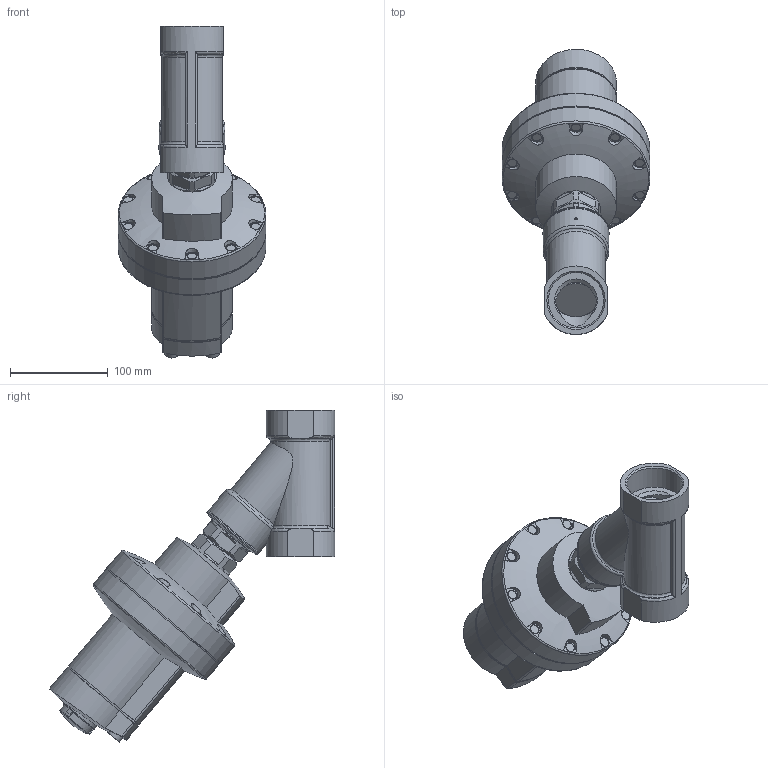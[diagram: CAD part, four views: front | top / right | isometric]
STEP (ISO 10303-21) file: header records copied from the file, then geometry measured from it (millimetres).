
FILE_DESCRIPTION(/* description */ ('STEP AP214'),/* implementation_level */ '2;1');
FILE_NAME(/* name */ '8060518_VZXA-A-TS6-50-M2-V13T-16-M-90-26-PR-V4',/* time_stamp */ '2024-09-18T11:22:45+02:00',/* author */ ('License CC BY-ND 4.0'),/* organization */ ('CADENAS'),/* preprocessor_version */ 'ST-DEVELOPER v19.3',/* originating_system */ 'PARTsolutions',/* authorisation */ ' ');
FILE_SCHEMA (('AUTOMOTIVE_DESIGN {1 0 10303 214 3 1 1}'));
Length unit declared in the file: millimetre
Products named in the file (5): 8060518 VZXA-A-TS6-50-M2-V13T-16-M-90-26-PR-V4---(0); 3539411 VZZA---T-S6-50-M2-V13-T; 3539414 DFPM_h---(0); 3539412 DFPK-75---(-_V4cap); 2284889 DFPK---(cover)
Assembly tree (4 placements, depth 2):
  8060518 VZXA-A-TS6-50-M2-V13T-16-M-90-26-PR-V4---(0)
    3539411 VZZA---T-S6-50-M2-V13-T
    3539414 DFPM_h---(0)
    3539412 DFPK-75---(-_V4cap)
    2284889 DFPK---(cover)
Bounding box: 151.3 x 292.12 x 339.53 mm (x, y, z)
Volume: 2303951.5 mm3; surface area: 232305.2 mm2
Topology: 4 solids, 4 shells, 533 faces, 1265 edges, 812 vertices
Faces by surface type: plane 213, cylinder 152, cone 97, torus 62, sphere 9
Full cylindrical faces by diameter (mm): 2.5 x2, 3 x3, 4 x2, 5.8 x2, 6 x2, 7 x2, 7.2 x2, 8.2 x1, 8.566 x2, 9.5 x10, 9.8 x1, 10 x4, 10.15 x2, 15 x2, 16 x4, 16.2 x1, 17 x1, 17.7 x1, 18.2 x1, 20 x1, 28 x1, 28.5 x1, 33.1 x1, 33.376 x1, 33.835 x1, 36 x1, 36.5 x1, 37 x3, 37.8 x1, 37.835 x1
Entity records: 16443 total; most frequent: CARTESIAN_POINT 3435, DIRECTION 2407, ORIENTED_EDGE 2064, AXIS2_PLACEMENT_3D 1055, EDGE_CURVE 1032, FACE_BOUND 802, EDGE_LOOP 800, VERTEX_POINT 766
